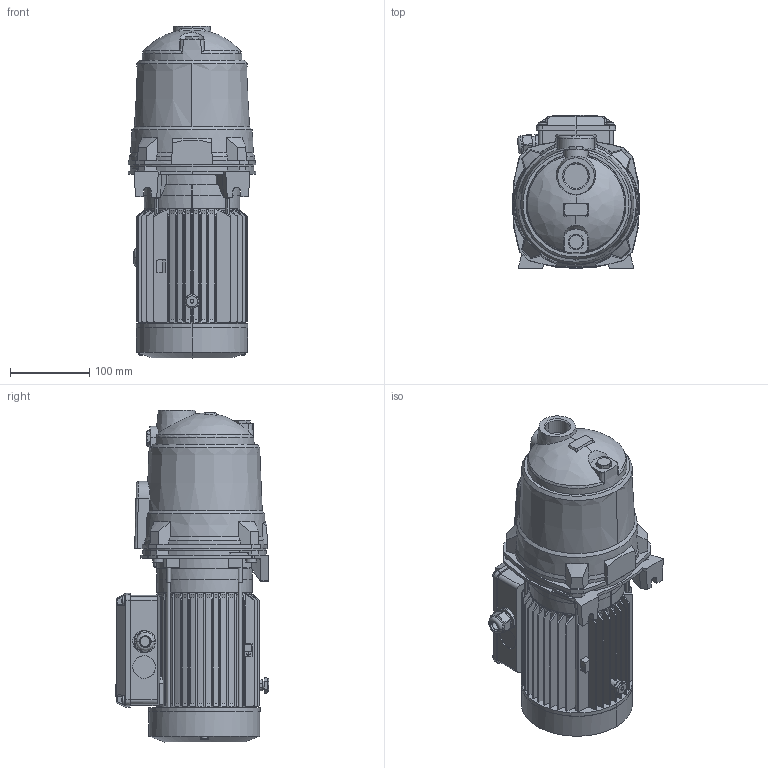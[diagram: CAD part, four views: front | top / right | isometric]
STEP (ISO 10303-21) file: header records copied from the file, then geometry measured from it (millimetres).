
FILE_DESCRIPTION (( 'STEP AP214' ), '1' );
FILE_NAME ('4_93_552_03_REV00.step', '2022-10-13T06:55:12', ( '' ), ( '' ), 'SwSTEP 2.0', 'SolidWorks 2020', '' );
FILE_SCHEMA (( 'AUTOMOTIVE_DESIGN' ));
Length unit declared in the file: millimetre
Products named in the file (2): 4_93_552_03_REV00; Copia di 4_93_552_03_REV00^4_93_552_03_REV00
Assembly tree (1 placements, depth 2):
  4_93_552_03_REV00
    Copia di 4_93_552_03_REV00^4_93_552_03_REV00
Bounding box: 161 x 193.15 x 418.5 mm (x, y, z)
Volume: 6618432.5 mm3; surface area: 485985.7 mm2
Topology: 10 solids, 10 shells, 2296 faces, 6409 edges, 4234 vertices
Faces by surface type: bspline 1110, plane 707, cylinder 247, cone 212, sphere 12, torus 8
Entity records: 79762 total; most frequent: CARTESIAN_POINT 26740, ORIENTED_EDGE 12814, DIRECTION 7815, EDGE_CURVE 6407, VERTEX_POINT 4234, LINE 3917, VECTOR 3917, EDGE_LOOP 2411
